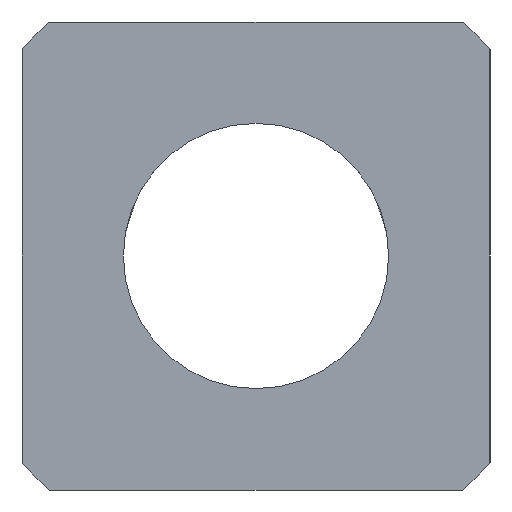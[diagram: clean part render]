
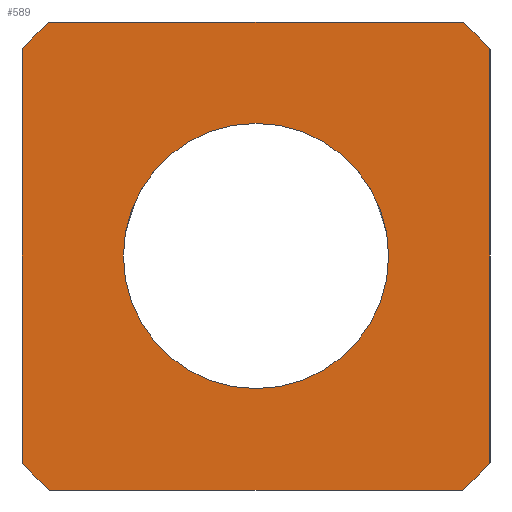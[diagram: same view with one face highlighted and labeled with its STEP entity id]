
A CAD part, left-side view. The second image highlights one B-rep face of the part: STEP entity #589.
In plain terms, the highlighted planar face has unit normal (-1, 0, 0).
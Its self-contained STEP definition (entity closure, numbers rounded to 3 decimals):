
#14=LINE($,#1007,#46);
#18=LINE($,#1016,#50);
#22=LINE($,#1025,#54);
#26=LINE($,#1034,#58);
#46=VECTOR($,#689,52.915);
#50=VECTOR($,#695,52.915);
#54=VECTOR($,#701,52.915);
#58=VECTOR($,#707,52.915);
#115=PLANE($,#656);
#142=FACE_BOUND($,#238,.T.);
#143=FACE_BOUND($,#239,.T.);
#238=EDGE_LOOP($,(#525));
#239=EDGE_LOOP($,(#526,#527,#528,#529,#530,#531,#532,#533));
#256=CIRCLE($,#602,17.);
#259=CIRCLE($,#612,40.);
#261=CIRCLE($,#615,40.);
#264=CIRCLE($,#619,40.);
#283=CIRCLE($,#657,40.);
#288=VERTEX_POINT($,#838);
#295=VERTEX_POINT($,#1003);
#297=VERTEX_POINT($,#1006);
#299=VERTEX_POINT($,#1012);
#301=VERTEX_POINT($,#1015);
#303=VERTEX_POINT($,#1021);
#305=VERTEX_POINT($,#1024);
#307=VERTEX_POINT($,#1030);
#309=VERTEX_POINT($,#1033);
#344=EDGE_CURVE($,#288,#288,#256,.T.);
#352=EDGE_CURVE($,#297,#295,#14,.T.);
#356=EDGE_CURVE($,#301,#299,#18,.T.);
#360=EDGE_CURVE($,#305,#303,#22,.T.);
#364=EDGE_CURVE($,#309,#307,#26,.T.);
#367=EDGE_CURVE($,#301,#307,#259,.T.);
#369=EDGE_CURVE($,#297,#303,#261,.T.);
#372=EDGE_CURVE($,#305,#299,#264,.T.);
#411=EDGE_CURVE($,#309,#295,#283,.T.);
#525=ORIENTED_EDGE($,*,*,#344,.T.);
#526=ORIENTED_EDGE($,*,*,#352,.T.);
#527=ORIENTED_EDGE($,*,*,#411,.F.);
#528=ORIENTED_EDGE($,*,*,#364,.T.);
#529=ORIENTED_EDGE($,*,*,#367,.F.);
#530=ORIENTED_EDGE($,*,*,#356,.T.);
#531=ORIENTED_EDGE($,*,*,#372,.F.);
#532=ORIENTED_EDGE($,*,*,#360,.T.);
#533=ORIENTED_EDGE($,*,*,#369,.F.);
#589=ADVANCED_FACE($,(#142,#143),#115,.T.);
#602=AXIS2_PLACEMENT_3D($,#839,#676,#677);
#612=AXIS2_PLACEMENT_3D($,#1039,#712,#713);
#615=AXIS2_PLACEMENT_3D($,#1042,#718,#719);
#619=AXIS2_PLACEMENT_3D($,#1046,#726,#727);
#656=AXIS2_PLACEMENT_3D($,#1280,#816,#817);
#657=AXIS2_PLACEMENT_3D($,#1281,#818,#819);
#676=DIRECTION('center_axis',(1.,0.,0.));
#677=DIRECTION('ref_axis',(0.,0.,-1.));
#689=DIRECTION($,(0.,-1.,0.));
#695=DIRECTION($,(0.,1.,0.));
#701=DIRECTION($,(0.,0.,-1.));
#707=DIRECTION($,(0.,0.,1.));
#712=DIRECTION('center_axis',(1.,0.,0.));
#713=DIRECTION('ref_axis',(0.,1.,0.));
#718=DIRECTION('center_axis',(1.,0.,0.));
#719=DIRECTION('ref_axis',(0.,1.,0.));
#726=DIRECTION('center_axis',(1.,0.,0.));
#727=DIRECTION('ref_axis',(0.,1.,0.));
#816=DIRECTION('center_axis',(-1.,0.,0.));
#817=DIRECTION('ref_axis',(0.,0.,1.));
#818=DIRECTION('center_axis',(1.,0.,0.));
#819=DIRECTION('ref_axis',(0.,1.,0.));
#838=CARTESIAN_POINT('',(-65.5,0.,17.));
#839=CARTESIAN_POINT('Origin',(-65.5,0.,0.));
#1003=CARTESIAN_POINT('',(-65.5,-26.458,-30.));
#1006=CARTESIAN_POINT('',(-65.5,26.458,-30.));
#1007=CARTESIAN_POINT($,(-65.5,-0.75,-30.));
#1012=CARTESIAN_POINT('',(-65.5,26.458,30.));
#1015=CARTESIAN_POINT('',(-65.5,-26.458,30.));
#1016=CARTESIAN_POINT($,(-65.5,29.25,30.));
#1021=CARTESIAN_POINT('',(-65.5,30.,-26.458));
#1024=CARTESIAN_POINT('',(-65.5,30.,26.458));
#1025=CARTESIAN_POINT($,(-65.5,30.,-15.));
#1030=CARTESIAN_POINT('',(-65.5,-30.,26.458));
#1033=CARTESIAN_POINT('',(-65.5,-30.,-26.458));
#1034=CARTESIAN_POINT($,(-65.5,-30.,15.));
#1039=CARTESIAN_POINT('Origin',(-65.5,0.,0.));
#1042=CARTESIAN_POINT('Origin',(-65.5,0.,0.));
#1046=CARTESIAN_POINT('Origin',(-65.5,0.,0.));
#1280=CARTESIAN_POINT('Origin',(-65.5,28.5,0.));
#1281=CARTESIAN_POINT('Origin',(-65.5,0.,0.));
